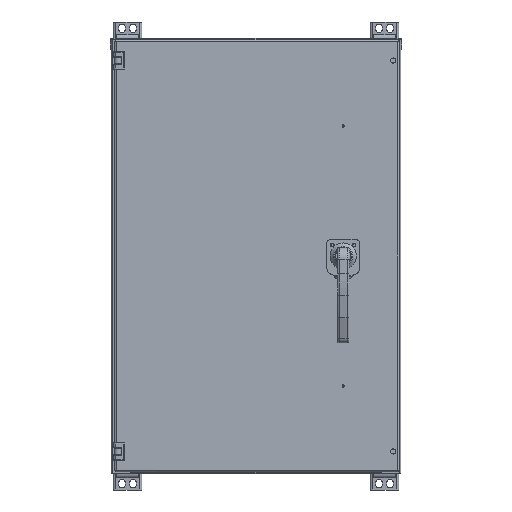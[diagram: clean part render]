
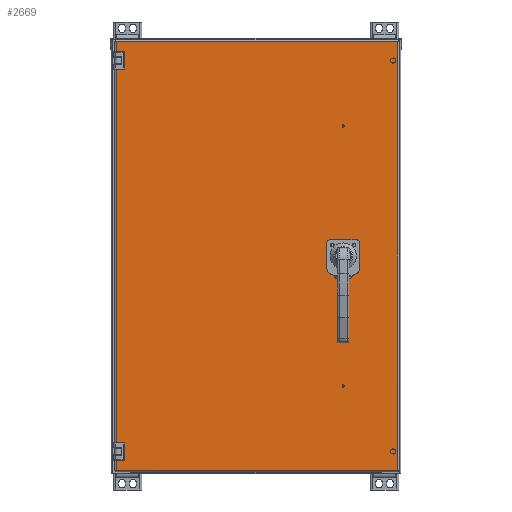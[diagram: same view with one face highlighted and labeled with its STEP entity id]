
A CAD part, front view. The second image highlights one B-rep face of the part: STEP entity #2669.
In plain terms, the highlighted planar face has unit normal (0, -1, 0).
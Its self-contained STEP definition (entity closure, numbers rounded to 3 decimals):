
#2669 = ADVANCED_FACE( '', ( #6098, #6099, #6100, #6101, #6102 ), #6103, .T. );
#6098 = FACE_BOUND( '', #12476, .T. );
#6099 = FACE_BOUND( '', #12477, .T. );
#6100 = FACE_OUTER_BOUND( '', #12478, .T. );
#6101 = FACE_BOUND( '', #12479, .T. );
#6102 = FACE_BOUND( '', #12480, .T. );
#6103 = PLANE( '', #12481 );
#12476 = EDGE_LOOP( '', ( #22380 ) );
#12477 = EDGE_LOOP( '', ( #22381 ) );
#12478 = EDGE_LOOP( '', ( #22382, #22383, #22384, #22385, #22386, #22387, #22388, #22389, #22390, #22391, #22392, #22393 ) );
#12479 = EDGE_LOOP( '', ( #22394 ) );
#12480 = EDGE_LOOP( '', ( #22395 ) );
#12481 = AXIS2_PLACEMENT_3D( '', #22396, #22397, #22398 );
#22380 = ORIENTED_EDGE( '', *, *, #34813, .T. );
#22381 = ORIENTED_EDGE( '', *, *, #34814, .T. );
#22382 = ORIENTED_EDGE( '', *, *, #33368, .F. );
#22383 = ORIENTED_EDGE( '', *, *, #33309, .F. );
#22384 = ORIENTED_EDGE( '', *, *, #34815, .F. );
#22385 = ORIENTED_EDGE( '', *, *, #34816, .F. );
#22386 = ORIENTED_EDGE( '', *, *, #33440, .F. );
#22387 = ORIENTED_EDGE( '', *, *, #34667, .F. );
#22388 = ORIENTED_EDGE( '', *, *, #34817, .T. );
#22389 = ORIENTED_EDGE( '', *, *, #34176, .F. );
#22390 = ORIENTED_EDGE( '', *, *, #33846, .F. );
#22391 = ORIENTED_EDGE( '', *, *, #34359, .F. );
#22392 = ORIENTED_EDGE( '', *, *, #34818, .F. );
#22393 = ORIENTED_EDGE( '', *, *, #34035, .F. );
#22394 = ORIENTED_EDGE( '', *, *, #34819, .T. );
#22395 = ORIENTED_EDGE( '', *, *, #34820, .T. );
#22396 = CARTESIAN_POINT( '', ( -249.634, 0., -378.619 ) );
#22397 = DIRECTION( '', ( 0., -1., 0. ) );
#22398 = DIRECTION( '', ( 0., 0., -1. ) );
#33309 = EDGE_CURVE( '', #38024, #38026, #38027, .T. );
#33368 = EDGE_CURVE( '', #38026, #38131, #38132, .T. );
#33440 = EDGE_CURVE( '', #38260, #38256, #38262, .T. );
#33846 = EDGE_CURVE( '', #38961, #38963, #38964, .T. );
#34035 = EDGE_CURVE( '', #38131, #39284, #39285, .T. );
#34176 = EDGE_CURVE( '', #38963, #39528, #39529, .T. );
#34359 = EDGE_CURVE( '', #39835, #38961, #39837, .T. );
#34667 = EDGE_CURVE( '', #39360, #38260, #40337, .T. );
#34813 = EDGE_CURVE( '', #40560, #40560, #40561, .T. );
#34814 = EDGE_CURVE( '', #40562, #40562, #40563, .T. );
#34815 = EDGE_CURVE( '', #40564, #38024, #40565, .T. );
#34816 = EDGE_CURVE( '', #38256, #40564, #40566, .T. );
#34817 = EDGE_CURVE( '', #39360, #39528, #40567, .T. );
#34818 = EDGE_CURVE( '', #39284, #39835, #40568, .T. );
#34819 = EDGE_CURVE( '', #40569, #40569, #40570, .T. );
#34820 = EDGE_CURVE( '', #40571, #40571, #40572, .T. );
#38024 = VERTEX_POINT( '', #45337 );
#38026 = VERTEX_POINT( '', #45340 );
#38027 = LINE( '', #45341, #45342 );
#38131 = VERTEX_POINT( '', #45527 );
#38132 = LINE( '', #45528, #45529 );
#38256 = VERTEX_POINT( '', #45843 );
#38260 = VERTEX_POINT( '', #45848 );
#38262 = LINE( '', #45859, #45860 );
#38961 = VERTEX_POINT( '', #47461 );
#38963 = VERTEX_POINT( '', #47463 );
#38964 = LINE( '', #47464, #47465 );
#39284 = VERTEX_POINT( '', #48242 );
#39285 = LINE( '', #48243, #48244 );
#39360 = VERTEX_POINT( '', #48374 );
#39528 = VERTEX_POINT( '', #48840 );
#39529 = LINE( '', #48841, #48842 );
#39835 = VERTEX_POINT( '', #49531 );
#39837 = LINE( '', #49534, #49535 );
#40337 = LINE( '', #50959, #50960 );
#40560 = VERTEX_POINT( '', #51549 );
#40561 = CIRCLE( '', #51550, 2.553 );
#40562 = VERTEX_POINT( '', #51551 );
#40563 = CIRCLE( '', #51552, 2.553 );
#40564 = VERTEX_POINT( '', #51553 );
#40565 = LINE( '', #51554, #51555 );
#40566 = LINE( '', #51556, #51557 );
#40567 = LINE( '', #51558, #51559 );
#40568 = LINE( '', #51560, #51561 );
#40569 = VERTEX_POINT( '', #51562 );
#40570 = CIRCLE( '', #51563, 2.553 );
#40571 = VERTEX_POINT( '', #51564 );
#40572 = CIRCLE( '', #51565, 11.9 );
#45337 = CARTESIAN_POINT( '', ( -235.131, 0., -332.588 ) );
#45340 = CARTESIAN_POINT( '', ( -247.298, 0., -332.588 ) );
#45341 = CARTESIAN_POINT( '', ( -249.634, 0., -332.588 ) );
#45342 = VECTOR( '', #60706, 1000. );
#45527 = CARTESIAN_POINT( '', ( -247.298, 0., 332.588 ) );
#45528 = CARTESIAN_POINT( '', ( -247.298, 0., -376.282 ) );
#45529 = VECTOR( '', #60778, 1000. );
#45843 = CARTESIAN_POINT( '', ( -247.298, 0., -353.212 ) );
#45848 = CARTESIAN_POINT( '', ( -247.298, 0., -376.282 ) );
#45859 = CARTESIAN_POINT( '', ( -247.298, 0., -376.282 ) );
#45860 = VECTOR( '', #60816, 1000. );
#47461 = CARTESIAN_POINT( '', ( -247.298, 0., 353.212 ) );
#47463 = CARTESIAN_POINT( '', ( -247.298, 0., 376.282 ) );
#47464 = CARTESIAN_POINT( '', ( -247.298, 0., -376.282 ) );
#47465 = VECTOR( '', #61114, 1000. );
#48242 = CARTESIAN_POINT( '', ( -235.131, 0., 332.588 ) );
#48243 = CARTESIAN_POINT( '', ( -249.634, 0., 332.588 ) );
#48244 = VECTOR( '', #61276, 1000. );
#48374 = CARTESIAN_POINT( '', ( 247.298, 0., -376.282 ) );
#48840 = CARTESIAN_POINT( '', ( 247.298, 0., 376.282 ) );
#48841 = CARTESIAN_POINT( '', ( -247.298, 0., 376.282 ) );
#48842 = VECTOR( '', #61386, 1000. );
#49531 = CARTESIAN_POINT( '', ( -235.131, 0., 353.212 ) );
#49534 = CARTESIAN_POINT( '', ( -249.634, 0., 353.212 ) );
#49535 = VECTOR( '', #61574, 1000. );
#50959 = CARTESIAN_POINT( '', ( 247.298, 0., -376.282 ) );
#50960 = VECTOR( '', #61778, 1000. );
#51549 = CARTESIAN_POINT( '', ( 148.657, 0., -28.575 ) );
#51550 = AXIS2_PLACEMENT_3D( '', #61862, #61863, #61864 );
#51551 = CARTESIAN_POINT( '', ( 129.607, 0., 19.05 ) );
#51552 = AXIS2_PLACEMENT_3D( '', #61865, #61866, #61867 );
#51553 = CARTESIAN_POINT( '', ( -235.131, 0., -353.212 ) );
#51554 = CARTESIAN_POINT( '', ( -235.131, 0., -378.619 ) );
#51555 = VECTOR( '', #61868, 1000. );
#51556 = CARTESIAN_POINT( '', ( -249.634, 0., -353.212 ) );
#51557 = VECTOR( '', #61869, 1000. );
#51558 = CARTESIAN_POINT( '', ( 247.298, 0., 376.282 ) );
#51559 = VECTOR( '', #61870, 1000. );
#51560 = CARTESIAN_POINT( '', ( -235.131, 0., 307.181 ) );
#51561 = VECTOR( '', #61871, 1000. );
#51562 = CARTESIAN_POINT( '', ( 167.707, 0., 19.05 ) );
#51563 = AXIS2_PLACEMENT_3D( '', #61872, #61873, #61874 );
#51564 = CARTESIAN_POINT( '', ( 139.309, 0., 0. ) );
#51565 = AXIS2_PLACEMENT_3D( '', #61875, #61876, #61877 );
#60706 = DIRECTION( '', ( -1., 0., 0. ) );
#60778 = DIRECTION( '', ( 0., 0., 1. ) );
#60816 = DIRECTION( '', ( 0., 0., 1. ) );
#61114 = DIRECTION( '', ( 0., 0., 1. ) );
#61276 = DIRECTION( '', ( 1., 0., 0. ) );
#61386 = DIRECTION( '', ( 1., 0., 0. ) );
#61574 = DIRECTION( '', ( -1., 0., 0. ) );
#61778 = DIRECTION( '', ( -1., 0., 0. ) );
#61862 = CARTESIAN_POINT( '', ( 151.209, 0., -28.575 ) );
#61863 = DIRECTION( '', ( 0., 1., 0. ) );
#61864 = DIRECTION( '', ( -1., 0., 0. ) );
#61865 = CARTESIAN_POINT( '', ( 132.159, 0., 19.05 ) );
#61866 = DIRECTION( '', ( 0., 1., 0. ) );
#61867 = DIRECTION( '', ( -1., 0., 0. ) );
#61868 = DIRECTION( '', ( 0., 0., 1. ) );
#61869 = DIRECTION( '', ( 1., 0., 0. ) );
#61870 = DIRECTION( '', ( 0., 0., 1. ) );
#61871 = DIRECTION( '', ( 0., 0., 1. ) );
#61872 = CARTESIAN_POINT( '', ( 170.259, 0., 19.05 ) );
#61873 = DIRECTION( '', ( 0., 1., 0. ) );
#61874 = DIRECTION( '', ( -1., 0., 0. ) );
#61875 = CARTESIAN_POINT( '', ( 151.209, 0., 0. ) );
#61876 = DIRECTION( '', ( 0., 1., 0. ) );
#61877 = DIRECTION( '', ( -1., 0., 0. ) );
